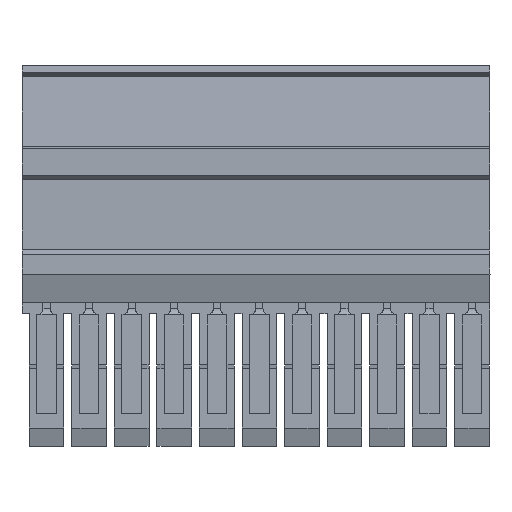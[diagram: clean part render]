
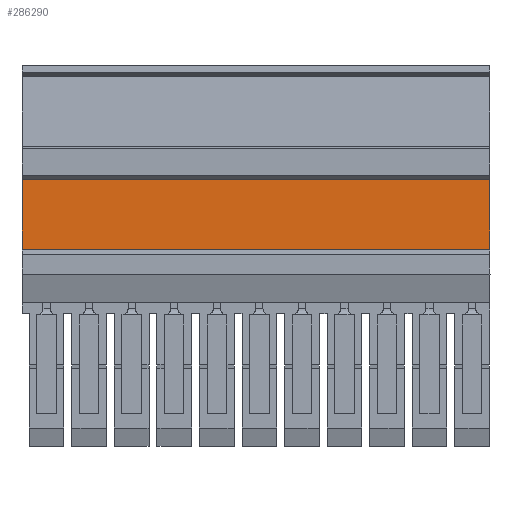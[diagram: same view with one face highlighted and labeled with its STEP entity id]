
A CAD part, front view. The second image highlights one B-rep face of the part: STEP entity #286290.
In plain terms, the highlighted face is planar.
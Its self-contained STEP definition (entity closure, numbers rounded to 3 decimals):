
#1000=CARTESIAN_POINT('',(1.05,8.575,
40.1));
#1010=VERTEX_POINT('',#1000);
#1040=CARTESIAN_POINT('',(1.05,0.,
40.1));
#1050=DIRECTION('',(0.,1.,0.));
#1060=VECTOR('',#1050,1.);
#1070=LINE('',#1040,#1060);
#1080=CARTESIAN_POINT('',(1.05,14.9,
40.1));
#1090=VERTEX_POINT('',#1080);
#1100=EDGE_CURVE('',#1010,#1090,#1070,.T.);
#5950=CARTESIAN_POINT('',(1.05,14.9,
1.6));
#5960=VERTEX_POINT('',#5950);
#5990=CARTESIAN_POINT('',(1.05,0.,
1.6));
#6000=DIRECTION('',(0.,-1.,0.));
#6010=VECTOR('',#6000,1.);
#6020=LINE('',#5990,#6010);
#6030=CARTESIAN_POINT('',(1.05,8.575,
1.6));
#6040=VERTEX_POINT('',#6030);
#6050=EDGE_CURVE('',#5960,#6040,#6020,.T.);
#286080=CARTESIAN_POINT('',(1.05,9.075,
40.1));
#286090=DIRECTION('',(1.,0.,0.));
#286100=DIRECTION('',(0.,-1.,0.));
#286110=AXIS2_PLACEMENT_3D('',#286080,#286090,#286100);
#286120=PLANE('',#286110);
#286130=ORIENTED_EDGE('',*,*,#1100,.T.);
#286140=CARTESIAN_POINT('',(1.05,8.575,
35.));
#286150=DIRECTION('',(0.,0.,-1.));
#286160=VECTOR('',#286150,1.);
#286170=LINE('',#286140,#286160);
#286180=EDGE_CURVE('',#1010,#6040,#286170,.T.);
#286190=ORIENTED_EDGE('',*,*,#286180,.F.);
#286200=ORIENTED_EDGE('',*,*,#6050,.T.);
#286210=CARTESIAN_POINT('',(1.05,14.9,
35.));
#286220=DIRECTION('',(0.,0.,-1.));
#286230=VECTOR('',#286220,1.);
#286240=LINE('',#286210,#286230);
#286250=EDGE_CURVE('',#1090,#5960,#286240,.T.);
#286260=ORIENTED_EDGE('',*,*,#286250,.T.);
#286270=EDGE_LOOP('',(#286260,#286200,#286190,#286130));
#286280=FACE_OUTER_BOUND('',#286270,.T.);
#286290=ADVANCED_FACE('',(#286280),#286120,.F.);
